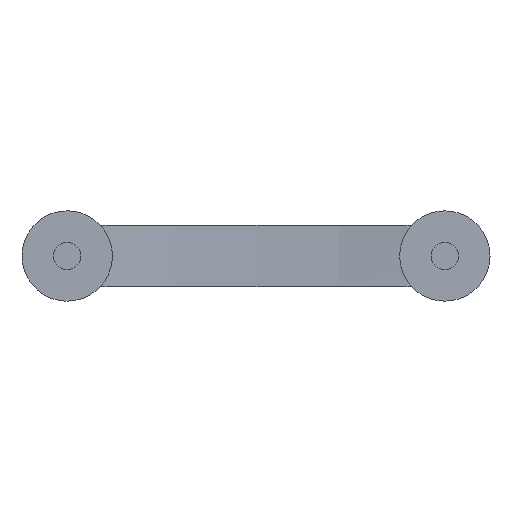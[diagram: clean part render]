
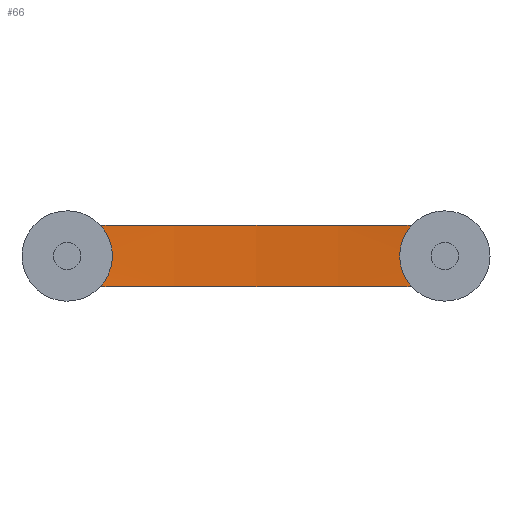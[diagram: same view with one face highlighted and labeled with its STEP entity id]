
A CAD part, front view. The second image highlights one B-rep face of the part: STEP entity #66.
In plain terms, the highlighted cylindrical face has radius 397.855 mm (diameter 795.71 mm), a partial arc.
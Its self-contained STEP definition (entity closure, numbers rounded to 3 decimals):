
#66 = ADVANCED_FACE( '', ( #138 ), #139, .F. );
#138 = FACE_OUTER_BOUND( '', #209, .T. );
#139 = CYLINDRICAL_SURFACE( '', #210, 397.855 );
#209 = EDGE_LOOP( '', ( #314, #315, #316, #317 ) );
#210 = AXIS2_PLACEMENT_3D( '', #318, #319, #320 );
#314 = ORIENTED_EDGE( '', *, *, #389, .F. );
#315 = ORIENTED_EDGE( '', *, *, #396, .T. );
#316 = ORIENTED_EDGE( '', *, *, #397, .T. );
#317 = ORIENTED_EDGE( '', *, *, #384, .F. );
#318 = CARTESIAN_POINT( '', ( 72.5, -364.255, 9.5 ) );
#319 = DIRECTION( '', ( 0., 0., 1. ) );
#320 = DIRECTION( '', ( -1., 0., 0. ) );
#384 = EDGE_CURVE( '', #444, #446, #447, .T. );
#389 = EDGE_CURVE( '', #452, #444, #454, .T. );
#396 = EDGE_CURVE( '', #452, #463, #464, .T. );
#397 = EDGE_CURVE( '', #463, #446, #465, .T. );
#444 = VERTEX_POINT( '', #654 );
#446 = VERTEX_POINT( '', #659 );
#447 = B_SPLINE_CURVE_WITH_KNOTS( '', 3, ( #660, #661, #662, #663, #664, #665, #666, #667, #668, #669, #670, #671, #672, #673, #674, #675, #676, #677, #678, #679, #680, #681, #682, #683, #684, #685, #686 ), .UNSPECIFIED., .F., .F., ( 4, 2, 2, 2, 2, 2, 2, 2, 2, 2, 2, 1, 2, 4 ), ( 0., 0.003, 0.004, 0.005, 0.008, 0.009, 0.011, 0.012, 0.013, 0.016, 0.017, 0.019, 0.02, 0.022 ), .UNSPECIFIED. );
#452 = VERTEX_POINT( '', #694 );
#454 = CIRCLE( '', #699, 397.855 );
#463 = VERTEX_POINT( '', #708 );
#464 = B_SPLINE_CURVE_WITH_KNOTS( '', 3, ( #709, #710, #711, #712, #713, #714, #715, #716, #717, #718, #719, #720, #721, #722, #723, #724, #725, #726, #727, #728, #729, #730, #731, #732, #733, #734, #735 ), .UNSPECIFIED., .F., .F., ( 4, 2, 2, 2, 2, 2, 2, 2, 2, 2, 2, 1, 2, 4 ), ( 0., 0.003, 0.004, 0.005, 0.008, 0.009, 0.011, 0.012, 0.013, 0.016, 0.017, 0.019, 0.02, 0.022 ), .UNSPECIFIED. );
#465 = CIRCLE( '', #736, 397.855 );
#654 = CARTESIAN_POINT( '', ( 21.982, 30.38, -9.5 ) );
#659 = CARTESIAN_POINT( '', ( 21.982, 30.38, 9.5 ) );
#660 = CARTESIAN_POINT( '', ( 21.982, 30.38, -9.5 ) );
#661 = CARTESIAN_POINT( '', ( 22.672, 30.468, -8.914 ) );
#662 = CARTESIAN_POINT( '', ( 23.288, 30.545, -8.263 ) );
#663 = CARTESIAN_POINT( '', ( 24.102, 30.645, -7.195 ) );
#664 = CARTESIAN_POINT( '', ( 24.355, 30.676, -6.823 ) );
#665 = CARTESIAN_POINT( '', ( 24.823, 30.733, -6.046 ) );
#666 = CARTESIAN_POINT( '', ( 25.036, 30.759, -5.646 ) );
#667 = CARTESIAN_POINT( '', ( 25.602, 30.826, -4.424 ) );
#668 = CARTESIAN_POINT( '', ( 25.89, 30.86, -3.574 ) );
#669 = CARTESIAN_POINT( '', ( 26.184, 30.895, -2.246 ) );
#670 = CARTESIAN_POINT( '', ( 26.258, 30.904, -1.797 ) );
#671 = CARTESIAN_POINT( '', ( 26.355, 30.915, -0.902 ) );
#672 = CARTESIAN_POINT( '', ( 26.379, 30.918, -0.454 ) );
#673 = CARTESIAN_POINT( '', ( 26.38, 30.918, 0.444 ) );
#674 = CARTESIAN_POINT( '', ( 26.356, 30.915, 0.893 ) );
#675 = CARTESIAN_POINT( '', ( 26.258, 30.904, 1.793 ) );
#676 = CARTESIAN_POINT( '', ( 26.184, 30.895, 2.243 ) );
#677 = CARTESIAN_POINT( '', ( 25.893, 30.861, 3.563 ) );
#678 = CARTESIAN_POINT( '', ( 25.607, 30.827, 4.413 ) );
#679 = CARTESIAN_POINT( '', ( 25.038, 30.759, 5.642 ) );
#680 = CARTESIAN_POINT( '', ( 24.824, 30.733, 6.045 ) );
#681 = CARTESIAN_POINT( '', ( 24.359, 30.677, 6.816 ) );
#682 = CARTESIAN_POINT( '', ( 23.855, 30.615, 7.558 ) );
#683 = CARTESIAN_POINT( '', ( 23.275, 30.543, 8.241 ) );
#684 = CARTESIAN_POINT( '', ( 22.657, 30.466, 8.894 ) );
#685 = CARTESIAN_POINT( '', ( 22.327, 30.424, 9.207 ) );
#686 = CARTESIAN_POINT( '', ( 21.982, 30.38, 9.5 ) );
#694 = CARTESIAN_POINT( '', ( 123.018, 30.38, -9.5 ) );
#699 = AXIS2_PLACEMENT_3D( '', #784, #785, #786 );
#708 = CARTESIAN_POINT( '', ( 123.018, 30.38, 9.5 ) );
#709 = CARTESIAN_POINT( '', ( 123.018, 30.38, -9.5 ) );
#710 = CARTESIAN_POINT( '', ( 122.328, 30.468, -8.914 ) );
#711 = CARTESIAN_POINT( '', ( 121.712, 30.545, -8.263 ) );
#712 = CARTESIAN_POINT( '', ( 120.898, 30.645, -7.195 ) );
#713 = CARTESIAN_POINT( '', ( 120.645, 30.676, -6.823 ) );
#714 = CARTESIAN_POINT( '', ( 120.177, 30.733, -6.046 ) );
#715 = CARTESIAN_POINT( '', ( 119.964, 30.759, -5.646 ) );
#716 = CARTESIAN_POINT( '', ( 119.398, 30.826, -4.424 ) );
#717 = CARTESIAN_POINT( '', ( 119.11, 30.86, -3.574 ) );
#718 = CARTESIAN_POINT( '', ( 118.816, 30.895, -2.246 ) );
#719 = CARTESIAN_POINT( '', ( 118.742, 30.904, -1.797 ) );
#720 = CARTESIAN_POINT( '', ( 118.645, 30.915, -0.902 ) );
#721 = CARTESIAN_POINT( '', ( 118.621, 30.918, -0.454 ) );
#722 = CARTESIAN_POINT( '', ( 118.62, 30.918, 0.444 ) );
#723 = CARTESIAN_POINT( '', ( 118.644, 30.915, 0.893 ) );
#724 = CARTESIAN_POINT( '', ( 118.742, 30.904, 1.793 ) );
#725 = CARTESIAN_POINT( '', ( 118.816, 30.895, 2.243 ) );
#726 = CARTESIAN_POINT( '', ( 119.107, 30.861, 3.563 ) );
#727 = CARTESIAN_POINT( '', ( 119.393, 30.827, 4.413 ) );
#728 = CARTESIAN_POINT( '', ( 119.962, 30.759, 5.642 ) );
#729 = CARTESIAN_POINT( '', ( 120.176, 30.733, 6.045 ) );
#730 = CARTESIAN_POINT( '', ( 120.641, 30.677, 6.816 ) );
#731 = CARTESIAN_POINT( '', ( 121.145, 30.615, 7.558 ) );
#732 = CARTESIAN_POINT( '', ( 121.725, 30.543, 8.241 ) );
#733 = CARTESIAN_POINT( '', ( 122.343, 30.466, 8.894 ) );
#734 = CARTESIAN_POINT( '', ( 122.673, 30.424, 9.207 ) );
#735 = CARTESIAN_POINT( '', ( 123.018, 30.38, 9.5 ) );
#736 = AXIS2_PLACEMENT_3D( '', #793, #794, #795 );
#784 = CARTESIAN_POINT( '', ( 72.5, -364.255, -9.5 ) );
#785 = DIRECTION( '', ( 0., 0., 1. ) );
#786 = DIRECTION( '', ( 1., 0., 0. ) );
#793 = CARTESIAN_POINT( '', ( 72.5, -364.255, 9.5 ) );
#794 = DIRECTION( '', ( 0., 0., 1. ) );
#795 = DIRECTION( '', ( 1., 0., 0. ) );
